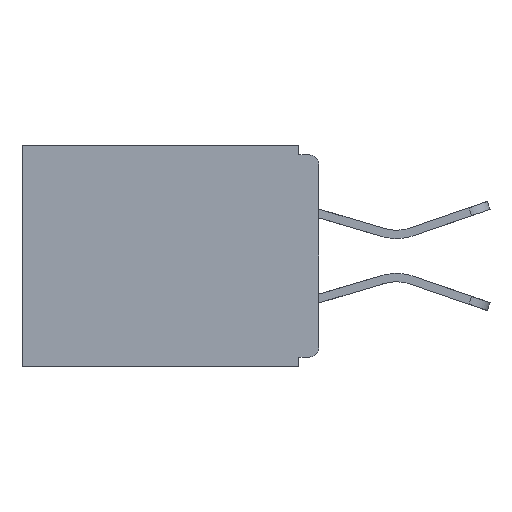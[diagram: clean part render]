
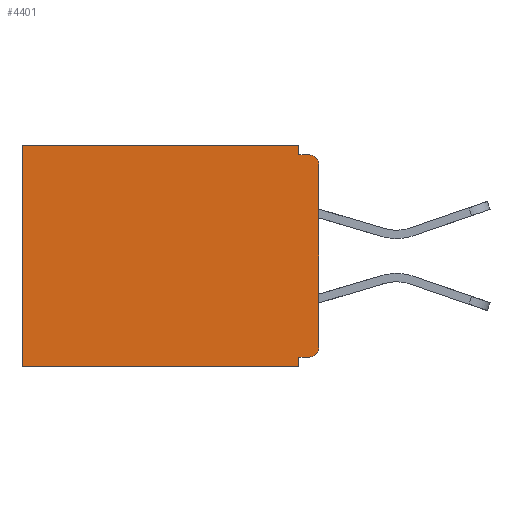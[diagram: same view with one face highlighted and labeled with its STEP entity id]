
A CAD part, left-side view. The second image highlights one B-rep face of the part: STEP entity #4401.
In plain terms, the highlighted planar face has unit normal (-1, 0, 0).
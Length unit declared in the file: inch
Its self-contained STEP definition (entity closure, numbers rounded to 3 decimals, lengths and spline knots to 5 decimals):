
#60 = ORIENTED_EDGE ( 'NONE', *, *, #730, .T. ) ;
#108 = VERTEX_POINT ( 'NONE', #2068 ) ;
#354 = VECTOR ( 'NONE', #14549, 39.37008 ) ;
#386 = VERTEX_POINT ( 'NONE', #13163 ) ;
#730 = EDGE_CURVE ( 'NONE', #386, #108, #14735, .T. ) ;
#757 = VERTEX_POINT ( 'NONE', #7420 ) ;
#1061 = EDGE_CURVE ( 'NONE', #10346, #11205, #12197, .T. ) ;
#1124 = VECTOR ( 'NONE', #6119, 39.37008 ) ;
#1329 = VERTEX_POINT ( 'NONE', #15913 ) ;
#1478 = ORIENTED_EDGE ( 'NONE', *, *, #2680, .F. ) ;
#1531 = VECTOR ( 'NONE', #10190, 39.37008 ) ;
#1544 = LINE ( 'NONE', #2290, #3311 ) ;
#1647 = PLANE ( 'NONE',  #13621 ) ;
#1904 = ORIENTED_EDGE ( 'NONE', *, *, #3103, .F. ) ;
#2061 = AXIS2_PLACEMENT_3D ( 'NONE', #15968, #11023, #3659 ) ;
#2068 = CARTESIAN_POINT ( 'NONE',  ( 0.298, 0.46, 0. ) ) ;
#2128 = CARTESIAN_POINT ( 'NONE',  ( 0.298, 0.46, 0. ) ) ;
#2158 = VERTEX_POINT ( 'NONE', #12436 ) ;
#2290 = CARTESIAN_POINT ( 'NONE',  ( 0.298, 0., -0.328 ) ) ;
#2329 = VECTOR ( 'NONE', #14136, 39.37008 ) ;
#2365 = EDGE_CURVE ( 'NONE', #9978, #757, #10828, .T. ) ;
#2645 = CARTESIAN_POINT ( 'NONE',  ( 0.298, 0.015, -0.328 ) ) ;
#2680 = EDGE_CURVE ( 'NONE', #9978, #13559, #1544, .T. ) ;
#2802 = CARTESIAN_POINT ( 'NONE',  ( 0.298, 0.031, -0.328 ) ) ;
#2835 = LINE ( 'NONE', #4678, #354 ) ;
#2911 = CARTESIAN_POINT ( 'NONE',  ( 0.298, 0.031, -0.343 ) ) ;
#3015 = ORIENTED_EDGE ( 'NONE', *, *, #13319, .T. ) ;
#3103 = EDGE_CURVE ( 'NONE', #1329, #2158, #15875, .T. ) ;
#3311 = VECTOR ( 'NONE', #5895, 39.37008 ) ;
#3631 = DIRECTION ( 'NONE',  ( 0., 1., 0. ) ) ;
#3659 = DIRECTION ( 'NONE',  ( 0., 0., -1. ) ) ;
#4401 = ADVANCED_FACE ( 'NONE', ( #9042 ), #1647, .F. ) ;
#4678 = CARTESIAN_POINT ( 'NONE',  ( 0.298, 0.031, -0.343 ) ) ;
#5690 = VECTOR ( 'NONE', #11600, 39.37008 ) ;
#5895 = DIRECTION ( 'NONE',  ( 0., 1., 0. ) ) ;
#6070 = LINE ( 'NONE', #2911, #5690 ) ;
#6074 = ORIENTED_EDGE ( 'NONE', *, *, #2365, .T. ) ;
#6119 = DIRECTION ( 'NONE',  ( 0., 0., -1. ) ) ;
#6641 = CARTESIAN_POINT ( 'NONE',  ( 0.298, 0.031, -0.343 ) ) ;
#7140 = EDGE_LOOP ( 'NONE', ( #3015, #1904, #8851, #60, #15213, #7279, #8658, #1478, #6074, #8906 ) ) ;
#7226 = LINE ( 'NONE', #2128, #12394 ) ;
#7279 = ORIENTED_EDGE ( 'NONE', *, *, #1061, .F. ) ;
#7420 = CARTESIAN_POINT ( 'NONE',  ( 0.298, 0., -0.313 ) ) ;
#7704 = DIRECTION ( 'NONE',  ( 0., 0., -1. ) ) ;
#7951 = EDGE_CURVE ( 'NONE', #13559, #10346, #6070, .T. ) ;
#7957 = CARTESIAN_POINT ( 'NONE',  ( 0.298, 0., 0. ) ) ;
#8607 = CARTESIAN_POINT ( 'NONE',  ( 0.298, 0., 0. ) ) ;
#8658 = ORIENTED_EDGE ( 'NONE', *, *, #7951, .F. ) ;
#8851 = ORIENTED_EDGE ( 'NONE', *, *, #16045, .F. ) ;
#8906 = ORIENTED_EDGE ( 'NONE', *, *, #15072, .F. ) ;
#9009 = EDGE_CURVE ( 'NONE', #108, #11205, #7226, .T. ) ;
#9042 = FACE_OUTER_BOUND ( 'NONE', #7140, .T. ) ;
#9742 = CARTESIAN_POINT ( 'NONE',  ( 0.298, 0.46, -0.343 ) ) ;
#9978 = VERTEX_POINT ( 'NONE', #2645 ) ;
#10190 = DIRECTION ( 'NONE',  ( 0., -1., 0. ) ) ;
#10196 = DIRECTION ( 'NONE',  ( -1., 0., 0. ) ) ;
#10298 = CARTESIAN_POINT ( 'NONE',  ( 0.298, 0., -0.015 ) ) ;
#10346 = VERTEX_POINT ( 'NONE', #6641 ) ;
#10494 = AXIS2_PLACEMENT_3D ( 'NONE', #15059, #10196, #7704 ) ;
#10828 = CIRCLE ( 'NONE', #2061, 0.015 ) ;
#11023 = DIRECTION ( 'NONE',  ( -1., 0., 0. ) ) ;
#11038 = CARTESIAN_POINT ( 'NONE',  ( 0.298, 0., -0.03 ) ) ;
#11205 = VERTEX_POINT ( 'NONE', #9742 ) ;
#11600 = DIRECTION ( 'NONE',  ( 0., 0., -1. ) ) ;
#11795 = CARTESIAN_POINT ( 'NONE',  ( 0.298, 0., -0.343 ) ) ;
#11816 = DIRECTION ( 'NONE',  ( 0., 0., -1. ) ) ;
#12197 = LINE ( 'NONE', #11795, #2329 ) ;
#12394 = VECTOR ( 'NONE', #11816, 39.37008 ) ;
#12413 = VECTOR ( 'NONE', #3631, 39.37008 ) ;
#12416 = CARTESIAN_POINT ( 'NONE',  ( 0.298, 0., 0. ) ) ;
#12436 = CARTESIAN_POINT ( 'NONE',  ( 0.298, 0.015, -0.015 ) ) ;
#12615 = VERTEX_POINT ( 'NONE', #11038 ) ;
#13163 = CARTESIAN_POINT ( 'NONE',  ( 0.298, 0.031, 0. ) ) ;
#13319 = EDGE_CURVE ( 'NONE', #12615, #2158, #14531, .T. ) ;
#13501 = LINE ( 'NONE', #12416, #1124 ) ;
#13559 = VERTEX_POINT ( 'NONE', #2802 ) ;
#13621 = AXIS2_PLACEMENT_3D ( 'NONE', #7957, #14030, #15235 ) ;
#14030 = DIRECTION ( 'NONE',  ( 1., 0., 0. ) ) ;
#14136 = DIRECTION ( 'NONE',  ( 0., 1., 0. ) ) ;
#14531 = CIRCLE ( 'NONE', #10494, 0.015 ) ;
#14549 = DIRECTION ( 'NONE',  ( 0., 0., -1. ) ) ;
#14735 = LINE ( 'NONE', #8607, #12413 ) ;
#15059 = CARTESIAN_POINT ( 'NONE',  ( 0.298, 0.015, -0.03 ) ) ;
#15072 = EDGE_CURVE ( 'NONE', #12615, #757, #13501, .T. ) ;
#15213 = ORIENTED_EDGE ( 'NONE', *, *, #9009, .T. ) ;
#15235 = DIRECTION ( 'NONE',  ( 0., 0., -1. ) ) ;
#15875 = LINE ( 'NONE', #10298, #1531 ) ;
#15913 = CARTESIAN_POINT ( 'NONE',  ( 0.298, 0.031, -0.015 ) ) ;
#15968 = CARTESIAN_POINT ( 'NONE',  ( 0.298, 0.015, -0.313 ) ) ;
#16045 = EDGE_CURVE ( 'NONE', #386, #1329, #2835, .T. ) ;
